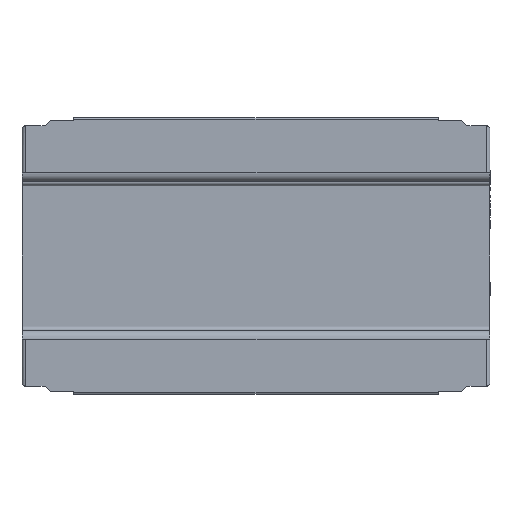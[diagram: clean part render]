
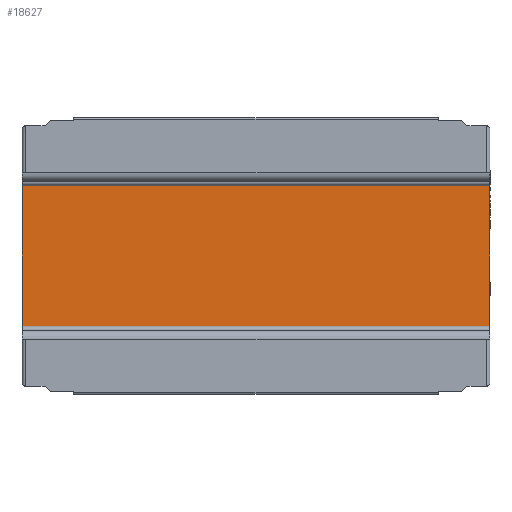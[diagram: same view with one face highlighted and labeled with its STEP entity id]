
A CAD part, front view. The second image highlights one B-rep face of the part: STEP entity #18627.
In plain terms, the highlighted planar face has unit normal (0, -1, 0).
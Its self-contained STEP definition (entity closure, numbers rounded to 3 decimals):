
#2971 = CARTESIAN_POINT ( 'NONE',  ( -24.65, 7.3, -8.7 ) ) ;
#2972 = DIRECTION ( 'NONE',  ( 0., 0., 1. ) ) ;
#2973 = VECTOR ( 'NONE', #2972, 1000. ) ;
#2974 = CARTESIAN_POINT ( 'NONE',  ( -24.65, 7.3, -9. ) ) ;
#2975 = LINE ( 'NONE', #2974, #2973 ) ;
#3042 = CARTESIAN_POINT ( 'NONE',  ( -24.65, 7.3, 8.7 ) ) ;
#3496 = AXIS2_PLACEMENT_3D ( 'NONE', #3575, #3574, #3573 ) ;
#3569 = DIRECTION ( 'NONE',  ( 1., 0., 0. ) ) ;
#3570 = VECTOR ( 'NONE', #3569, 1000. ) ;
#3571 = CARTESIAN_POINT ( 'NONE',  ( -24.65, 7.3, -8.7 ) ) ;
#3572 = LINE ( 'NONE', #3571, #3570 ) ;
#3573 = DIRECTION ( 'NONE',  ( 0., 0., 1. ) ) ;
#3574 = DIRECTION ( 'NONE',  ( 0., 1., 0. ) ) ;
#3575 = CARTESIAN_POINT ( 'NONE',  ( -200., 7.3, 9. ) ) ;
#3648 = DIRECTION ( 'NONE',  ( -1., 0., 0. ) ) ;
#3649 = VECTOR ( 'NONE', #3648, 1000. ) ;
#3650 = CARTESIAN_POINT ( 'NONE',  ( -75.35, 7.3, 8.7 ) ) ;
#3651 = LINE ( 'NONE', #3650, #3649 ) ;
#7182 = CARTESIAN_POINT ( 'NONE',  ( -75.35, 7.3, -9. ) ) ;
#7183 = LINE ( 'NONE', #7182, #7250 ) ;
#7184 = CARTESIAN_POINT ( 'NONE',  ( -75.35, 7.3, -8.7 ) ) ;
#7248 = CARTESIAN_POINT ( 'NONE',  ( -75.35, 7.3, 8.7 ) ) ;
#7249 = DIRECTION ( 'NONE',  ( 0., 0., -1. ) ) ;
#7250 = VECTOR ( 'NONE', #7249, 1000. ) ;
#18142 = EDGE_CURVE ( 'NONE', #18143, #18168, #2975, .T. ) ;
#18143 = VERTEX_POINT ( 'NONE', #2971 ) ;
#18168 = VERTEX_POINT ( 'NONE', #3042 ) ;
#18627 = ADVANCED_FACE ( 'NONE', ( #23899 ), #23892, .F. ) ;
#18628 = EDGE_LOOP ( 'NONE', ( #18629, #18630, #18632, #18685 ) ) ;
#18629 = ORIENTED_EDGE ( 'NONE', *, *, #19949, .T. ) ;
#18630 = ORIENTED_EDGE ( 'NONE', *, *, #18631, .T. ) ;
#18631 = EDGE_CURVE ( 'NONE', #19947, #18143, #3572, .T. ) ;
#18632 = ORIENTED_EDGE ( 'NONE', *, *, #18142, .T. ) ;
#18685 = ORIENTED_EDGE ( 'NONE', *, *, #18686, .T. ) ;
#18686 = EDGE_CURVE ( 'NONE', #18168, #19950, #3651, .T. ) ;
#19947 = VERTEX_POINT ( 'NONE', #7184 ) ;
#19949 = EDGE_CURVE ( 'NONE', #19950, #19947, #7183, .T. ) ;
#19950 = VERTEX_POINT ( 'NONE', #7248 ) ;
#23892 = PLANE ( 'NONE',  #3496 ) ;
#23899 = FACE_OUTER_BOUND ( 'NONE', #18628, .T. ) ;
